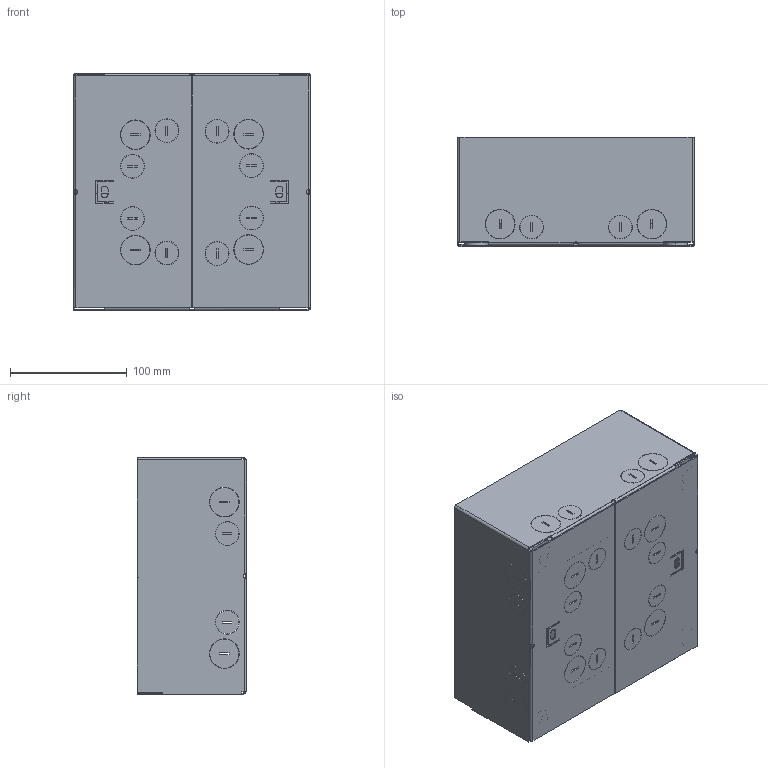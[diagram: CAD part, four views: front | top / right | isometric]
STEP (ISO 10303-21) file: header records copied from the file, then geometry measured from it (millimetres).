
FILE_DESCRIPTION((''),'2;1');
FILE_NAME('T-00995_ASM','2022-10-19T13:15:50',('letterg'),(''),'CREO PARAMETRIC BY PTC INC, 2022024','CREO PARAMETRIC BY PTC INC, 2022024','');
FILE_SCHEMA(('AUTOMOTIVE_DESIGN { 1 0 10303 214 1 1 1 1 }'));
Products named in the file (28): 60449-M; 60450-M; T-00714; U09096; T-00757_ASM; T-00657; T-00596; U09001; T-00595; T-00805_ASM; T-00582; T-00592S; T-00591S; T-00724S; T-00780S_ASM; T-00856_ASM; T-00927_ASM; 59741-M; 30663-M; 59759-M_M1_ASM; ABDECKUNG_1-FAC-ZU-U02228; SOCKEL_3-FACH-ZU-U02228; U02228_1_ASM; U02228_ASM; 31827-M_ASM; 31796-M; 47633-M; T-00995_ASM
Assembly tree (45 placements, depth 5):
  T-00995_ASM
    T-00757_ASM
      60449-M  x4
      60450-M  x4
      T-00714  x4
      U09096  x4
    T-00657
    T-00927_ASM
      T-00805_ASM
        T-00596
        U09001  x4
        T-00595
      T-00856_ASM
        T-00582
        T-00780S_ASM
          T-00592S
          T-00591S
          T-00724S
    59759-M_M1_ASM
      59741-M
      30663-M
    U02228_ASM
      U02228_1_ASM
        ABDECKUNG_1-FAC-ZU-U02228  x3
        SOCKEL_3-FACH-ZU-U02228
    31827-M_ASM
    31796-M
    47633-M  x2
Bounding box: 203 x 93.5 x 203.25 mm (x, y, z)
Volume: 607799.9 mm3; surface area: 735038.8 mm2
Topology: 36 solids, 36 shells, 5941 faces, 16433 edges, 10483 vertices
Faces by surface type: plane 3648, cylinder 1559, torus 264, bspline 192, cone 162, sphere 107, extrusion 9
Entity records: 205671 total; most frequent: CARTESIAN_POINT 41224, ORIENTED_EDGE 27518, DIRECTION 25510, EDGE_CURVE 13759, PRESENTATION_STYLE_ASSIGNMENT 11644, STYLED_ITEM 11644, CURVE_STYLE 11632, VECTOR 10380
